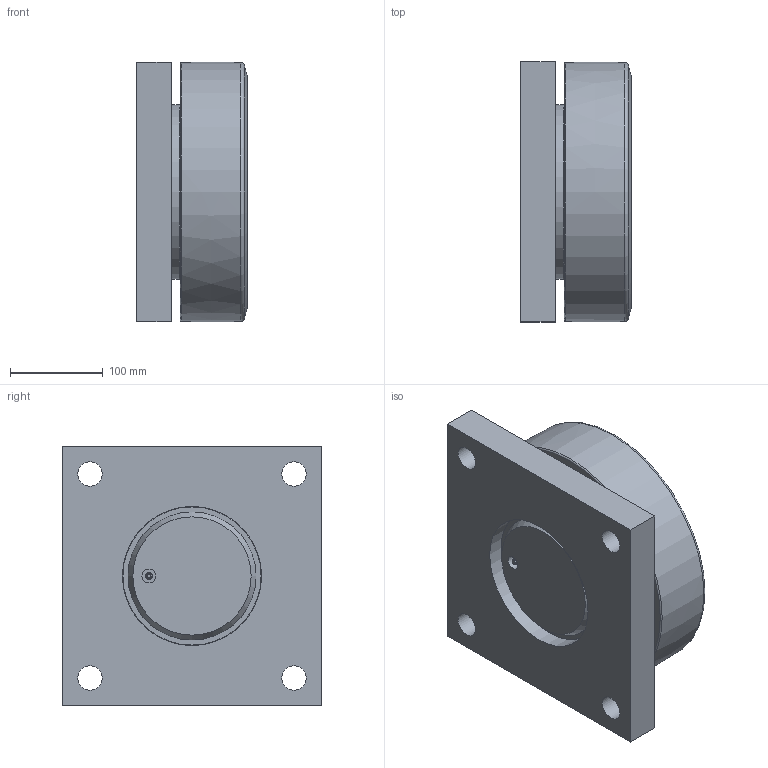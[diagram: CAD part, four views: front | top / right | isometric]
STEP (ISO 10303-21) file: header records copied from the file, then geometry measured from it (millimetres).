
FILE_DESCRIPTION(/* description */ ('-'),/* implementation_level */ '2;1');
FILE_NAME(/* name */ 'ALFATEC_MR280-0410BQ1000.stp',/* time_stamp */ '2021-02-10T09:04:28+01:00',/* author */ ('kstaebler'),/* organization */ (''),/* preprocessor_version */ 'ST-DEVELOPER v18.1',/* originating_system */ 'Autodesk Inventor 2020',/* authorisation */ '');
FILE_SCHEMA (('AUTOMOTIVE_DESIGN { 1 0 10303 214 3 1 1 }'));
Length unit declared in the file: millimetre
Products named in the file (1): MR 280.0410 BQ1000_Kontur
Bounding box: 119 x 280 x 280 mm (x, y, z)
Volume: 6482199.1 mm3; surface area: 522906.1 mm2
Topology: 1 solids, 1 shells, 179 faces, 492 edges, 344 vertices
Faces by surface type: plane 79, cylinder 42, cone 40, torus 16, sphere 1, bspline 1
Full cylindrical faces by diameter (mm): 2.5 x1, 3 x1, 4.917 x1, 10 x6, 10.5 x6, 15 x1, 19.5 x6, 26.211 x4, 138 x1, 150 x1, 173 x2, 173.5 x1, 188 x1, 197 x2, 210 x2, 212 x3, 221 x1
Entity records: 6279 total; most frequent: CARTESIAN_POINT 1226, DIRECTION 1064, ORIENTED_EDGE 978, EDGE_CURVE 489, AXIS2_PLACEMENT_3D 435, VERTEX_POINT 344, CIRCLE 256, EDGE_LOOP 229
